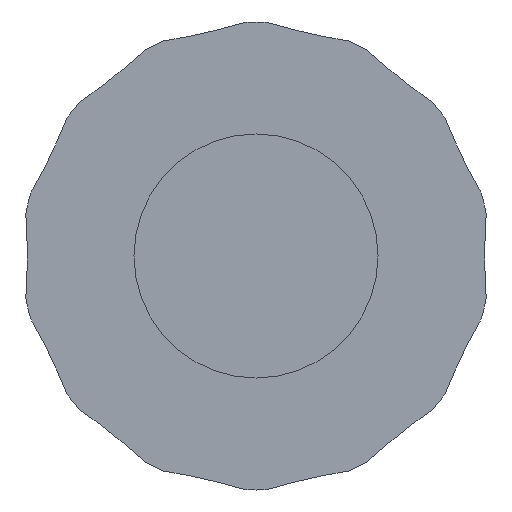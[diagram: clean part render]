
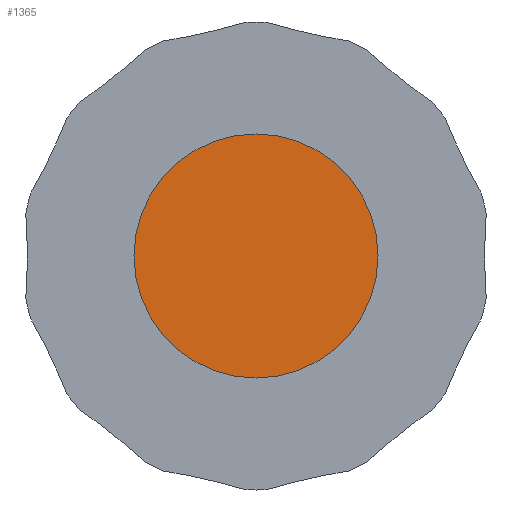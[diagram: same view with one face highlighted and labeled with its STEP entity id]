
A CAD part, front view. The second image highlights one B-rep face of the part: STEP entity #1365.
In plain terms, the highlighted planar face has unit normal (0, -1, 0).
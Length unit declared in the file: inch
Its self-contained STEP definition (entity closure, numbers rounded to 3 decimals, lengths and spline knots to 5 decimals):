
#372 = FACE_OUTER_BOUND ( 'NONE', #1310, .T. ) ;
#382 = CIRCLE ( 'NONE', #423, 0.1695 ) ;
#403 = DIRECTION ( 'NONE',  ( 0., 0., -1. ) ) ;
#404 = DIRECTION ( 'NONE',  ( 0., -1., 0. ) ) ;
#405 = CARTESIAN_POINT ( 'NONE',  ( 0., -0.425, 0. ) ) ;
#406 = AXIS2_PLACEMENT_3D ( 'NONE', #405, #404, #403 ) ;
#407 = PLANE ( 'NONE',  #406 ) ;
#420 = DIRECTION ( 'NONE',  ( 0., 0., -1. ) ) ;
#421 = DIRECTION ( 'NONE',  ( 0., -1., 0. ) ) ;
#422 = CARTESIAN_POINT ( 'NONE',  ( 0., -0.425, 0. ) ) ;
#423 = AXIS2_PLACEMENT_3D ( 'NONE', #422, #421, #420 ) ;
#484 = VERTEX_POINT ( 'NONE', #1722 ) ;
#499 = EDGE_CURVE ( 'NONE', #484, #506, #1805, .T. ) ;
#506 = VERTEX_POINT ( 'NONE', #1846 ) ;
#1310 = EDGE_LOOP ( 'NONE', ( #1366, #1367 ) ) ;
#1365 = ADVANCED_FACE ( 'NONE', ( #372 ), #407, .T. ) ;
#1366 = ORIENTED_EDGE ( 'NONE', *, *, #1377, .T. ) ;
#1367 = ORIENTED_EDGE ( 'NONE', *, *, #499, .T. ) ;
#1377 = EDGE_CURVE ( 'NONE', #506, #484, #382, .T. ) ;
#1722 = CARTESIAN_POINT ( 'NONE',  ( 0., -0.425, -0.1695 ) ) ;
#1802 = DIRECTION ( 'NONE',  ( 0., 0., -1. ) ) ;
#1803 = DIRECTION ( 'NONE',  ( 0., -1., 0. ) ) ;
#1804 = AXIS2_PLACEMENT_3D ( 'NONE', #1810, #1803, #1802 ) ;
#1805 = CIRCLE ( 'NONE', #1804, 0.1695 ) ;
#1810 = CARTESIAN_POINT ( 'NONE',  ( 0., -0.425, 0. ) ) ;
#1846 = CARTESIAN_POINT ( 'NONE',  ( 0., -0.425, 0.1695 ) ) ;
